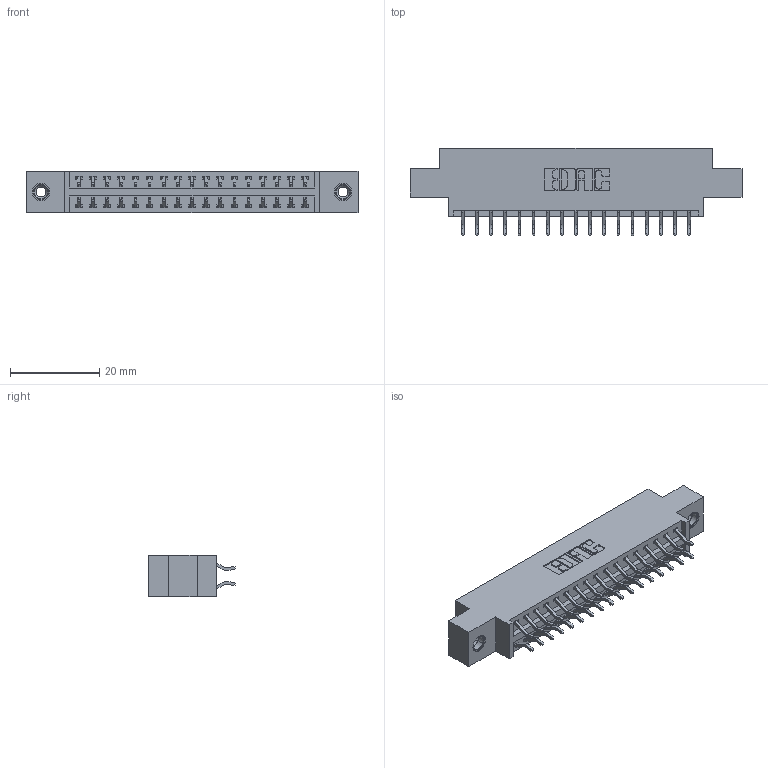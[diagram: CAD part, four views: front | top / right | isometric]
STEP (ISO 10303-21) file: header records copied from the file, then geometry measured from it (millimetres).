
FILE_DESCRIPTION (( 'STEP AP203' ), '1' );
FILE_NAME ('396-034-556-808.STEP', '2019-11-01T20:31:21', ( '' ), ( '' ), 'SwSTEP 2.0', 'SolidWorks 2016', '' );
FILE_SCHEMA (( 'CONFIG_CONTROL_DESIGN' ));
Length unit declared in the file: inch
Products named in the file (4): 346 Part_0.170 Offset - 0.156 Dia-TI; 345-292-001_556 Tail; 345-250-001_345-250-003-102; 396-034-556-808
Assembly tree (37 placements, depth 2):
  396-034-556-808
    346 Part_0.170 Offset - 0.156 Dia-TI
    345-292-001_556 Tail  x34
    345-250-001_345-250-003-102  x2
Bounding box: 74.55 x 19.57 x 9.4 mm (x, y, z)
Volume: 6912.8 mm3; surface area: 9277.2 mm2
Topology: 37 solids, 37 shells, 2158 faces, 6359 edges, 4186 vertices
Faces by surface type: plane 1438, cylinder 704, cone 12, torus 4
Entity records: 15998 total; most frequent: CARTESIAN_POINT 2671, ORIENTED_EDGE 2586, DIRECTION 2419, EDGE_CURVE 1293, VECTOR 1065, LINE 1065, VERTEX_POINT 856, AXIS2_PLACEMENT_3D 677
